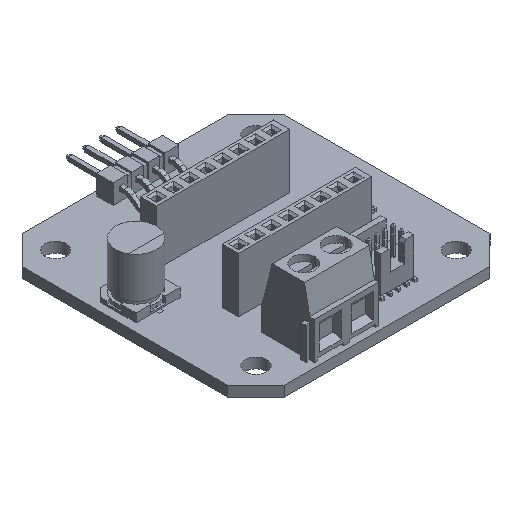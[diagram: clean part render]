
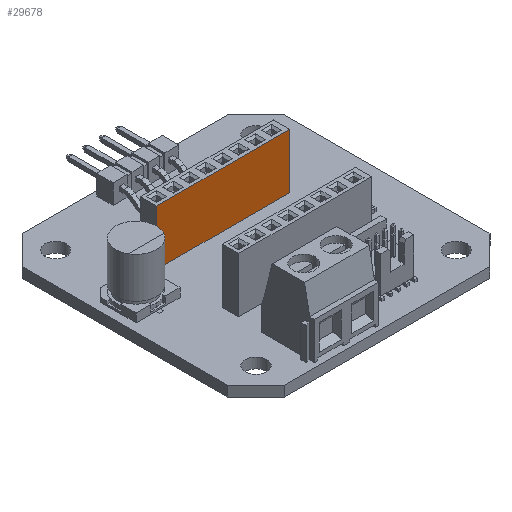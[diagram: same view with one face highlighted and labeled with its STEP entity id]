
A CAD part, isometric view. The second image highlights one B-rep face of the part: STEP entity #29678.
In plain terms, the highlighted planar face has unit normal (0, -1, 0).
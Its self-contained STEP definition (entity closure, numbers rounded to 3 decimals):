
#24894 = VERTEX_POINT('',#24895);
#24895 = CARTESIAN_POINT('',(-10.287,5.08,8.5));
#24901 = EDGE_CURVE('',#24894,#24902,#24904,.T.);
#24902 = VERTEX_POINT('',#24903);
#24903 = CARTESIAN_POINT('',(10.283,5.08,8.5));
#24904 = LINE('',#24905,#24906);
#24905 = CARTESIAN_POINT('',(10.283,5.08,8.5));
#24906 = VECTOR('',#24907,1.);
#24907 = DIRECTION('',(1.,0.,0.));
#24963 = VERTEX_POINT('',#24964);
#24964 = CARTESIAN_POINT('',(10.283,5.08,
    0.));
#24970 = EDGE_CURVE('',#24963,#24971,#24973,.T.);
#24971 = VERTEX_POINT('',#24972);
#24972 = CARTESIAN_POINT('',(-10.287,5.08,
    0.));
#24973 = LINE('',#24974,#24975);
#24974 = CARTESIAN_POINT('',(10.283,5.08,
    0.));
#24975 = VECTOR('',#24976,1.);
#24976 = DIRECTION('',(-1.,0.,0.));
#25666 = EDGE_CURVE('',#24902,#24963,#25667,.T.);
#25667 = LINE('',#25668,#25669);
#25668 = CARTESIAN_POINT('',(10.283,5.08,
    0.));
#25669 = VECTOR('',#25670,1.);
#25670 = DIRECTION('',(0.,0.,-1.));
#29678 = ADVANCED_FACE('',(#29679),#29690,.T.);
#29679 = FACE_BOUND('',#29680,.T.);
#29680 = EDGE_LOOP('',(#29681,#29687,#29688,#29689));
#29681 = ORIENTED_EDGE('',*,*,#29682,.F.);
#29682 = EDGE_CURVE('',#24971,#24894,#29683,.T.);
#29683 = LINE('',#29684,#29685);
#29684 = CARTESIAN_POINT('',(-10.287,5.08,-3.));
#29685 = VECTOR('',#29686,1.);
#29686 = DIRECTION('',(0.,0.,1.));
#29687 = ORIENTED_EDGE('',*,*,#24970,.F.);
#29688 = ORIENTED_EDGE('',*,*,#25666,.F.);
#29689 = ORIENTED_EDGE('',*,*,#24901,.F.);
#29690 = PLANE('',#29691);
#29691 = AXIS2_PLACEMENT_3D('',#29692,#29693,#29694);
#29692 = CARTESIAN_POINT('',(10.283,5.08,-3.));
#29693 = DIRECTION('',(0.,-1.,0.));
#29694 = DIRECTION('',(1.,0.,0.));
